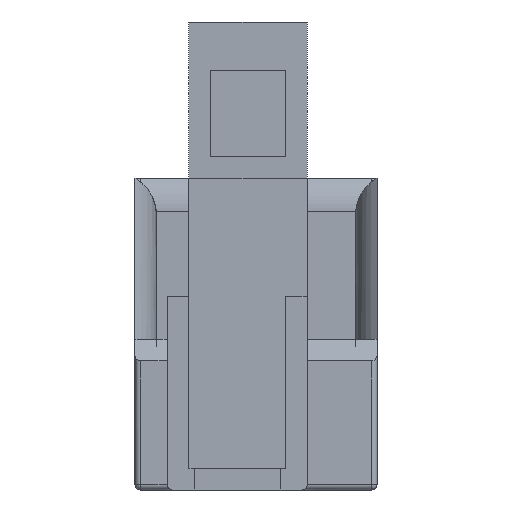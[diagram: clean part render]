
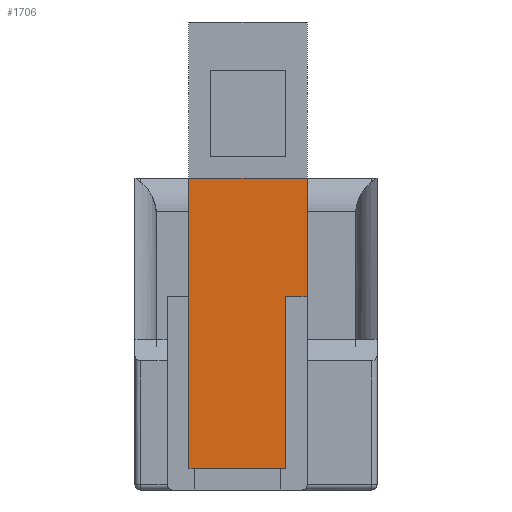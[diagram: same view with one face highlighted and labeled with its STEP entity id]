
A CAD part, front view. The second image highlights one B-rep face of the part: STEP entity #1706.
In plain terms, the highlighted planar face has unit normal (0, -1, 0).
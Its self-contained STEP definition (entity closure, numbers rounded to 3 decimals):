
#53=PLANE('',#1844);
#144=FACE_OUTER_BOUND('',#242,.T.);
#242=EDGE_LOOP('',(#1322,#1323,#1324,#1325,#1326,#1327,#1328));
#373=LINE('',#2585,#581);
#377=LINE('',#2595,#585);
#378=LINE('',#2597,#586);
#393=LINE('',#2627,#601);
#394=LINE('',#2628,#602);
#395=LINE('',#2630,#603);
#396=LINE('',#2631,#604);
#581=VECTOR('',#2087,10.);
#585=VECTOR('',#2093,10.);
#586=VECTOR('',#2094,10.);
#601=VECTOR('',#2119,10.);
#602=VECTOR('',#2120,10.);
#603=VECTOR('',#2121,10.);
#604=VECTOR('',#2122,10.);
#770=VERTEX_POINT('',#2426);
#815=VERTEX_POINT('',#2583);
#819=VERTEX_POINT('',#2592);
#820=VERTEX_POINT('',#2594);
#821=VERTEX_POINT('',#2596);
#831=VERTEX_POINT('',#2626);
#832=VERTEX_POINT('',#2629);
#999=EDGE_CURVE('',#770,#815,#373,.T.);
#1003=EDGE_CURVE('',#819,#820,#377,.T.);
#1004=EDGE_CURVE('',#820,#821,#378,.T.);
#1019=EDGE_CURVE('',#770,#831,#393,.T.);
#1020=EDGE_CURVE('',#821,#815,#394,.T.);
#1021=EDGE_CURVE('',#832,#819,#395,.T.);
#1022=EDGE_CURVE('',#832,#831,#396,.T.);
#1322=ORIENTED_EDGE('',*,*,#1019,.F.);
#1323=ORIENTED_EDGE('',*,*,#999,.T.);
#1324=ORIENTED_EDGE('',*,*,#1020,.F.);
#1325=ORIENTED_EDGE('',*,*,#1004,.F.);
#1326=ORIENTED_EDGE('',*,*,#1003,.F.);
#1327=ORIENTED_EDGE('',*,*,#1021,.F.);
#1328=ORIENTED_EDGE('',*,*,#1022,.T.);
#1706=ADVANCED_FACE('',(#144),#53,.T.);
#1844=AXIS2_PLACEMENT_3D('',#2625,#2117,#2118);
#2087=DIRECTION('',(0.,0.,1.));
#2093=DIRECTION('',(0.,0.,1.));
#2094=DIRECTION('',(0.,0.,1.));
#2117=DIRECTION('center_axis',(0.,-1.,0.));
#2118=DIRECTION('ref_axis',(1.,0.,0.));
#2119=DIRECTION('',(-1.,0.,0.));
#2120=DIRECTION('',(1.,0.,0.));
#2121=DIRECTION('',(-1.,0.,0.));
#2122=DIRECTION('',(0.,0.,1.));
#2426=CARTESIAN_POINT('',(13.,170.5,14.));
#2583=CARTESIAN_POINT('',(13.,170.5,29.));
#2585=CARTESIAN_POINT('',(13.,170.5,2.));
#2592=CARTESIAN_POINT('',(2.,170.5,2.));
#2594=CARTESIAN_POINT('',(2.,170.5,14.));
#2595=CARTESIAN_POINT('',(2.,170.5,2.));
#2596=CARTESIAN_POINT('',(2.,170.5,29.));
#2597=CARTESIAN_POINT('',(2.,170.5,2.));
#2625=CARTESIAN_POINT('Origin',(2.,170.5,2.));
#2626=CARTESIAN_POINT('',(12.,170.5,14.));
#2627=CARTESIAN_POINT('',(13.,170.5,14.));
#2628=CARTESIAN_POINT('',(13.,170.5,29.));
#2629=CARTESIAN_POINT('',(12.,170.5,2.));
#2630=CARTESIAN_POINT('',(5.121,170.5,2.));
#2631=CARTESIAN_POINT('',(12.,170.5,2.));
